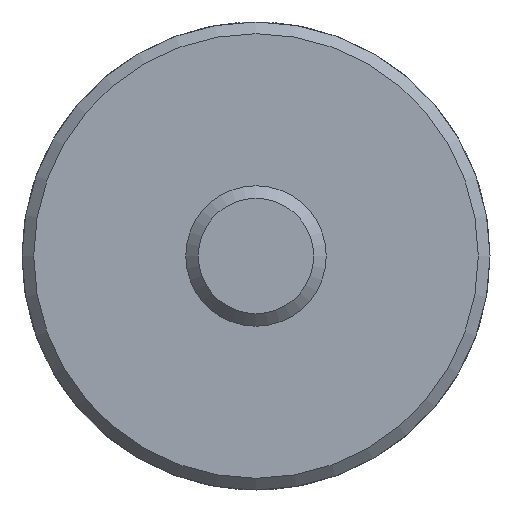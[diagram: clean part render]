
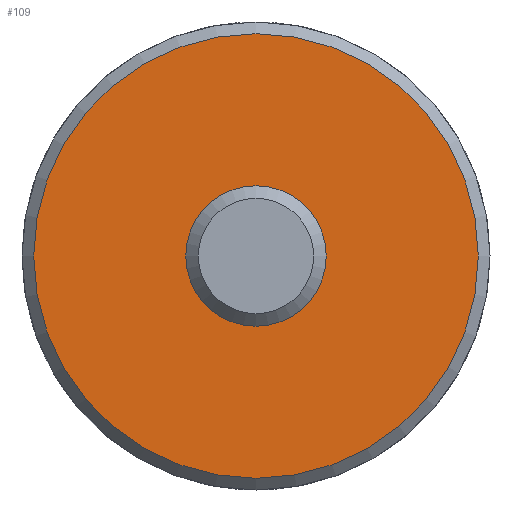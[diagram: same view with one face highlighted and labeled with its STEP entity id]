
A CAD part, front view. The second image highlights one B-rep face of the part: STEP entity #109.
In plain terms, the highlighted planar face has unit normal (0, -1, 0).
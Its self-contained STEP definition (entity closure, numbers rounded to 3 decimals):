
#109 = ADVANCED_FACE( '', ( #231, #232 ), #233, .F. );
#231 = FACE_OUTER_BOUND( '', #349, .T. );
#232 = FACE_BOUND( '', #350, .T. );
#233 = PLANE( '', #351 );
#349 = EDGE_LOOP( '', ( #559 ) );
#350 = EDGE_LOOP( '', ( #560 ) );
#351 = AXIS2_PLACEMENT_3D( '', #561, #562, #563 );
#559 = ORIENTED_EDGE( '', *, *, #618, .F. );
#560 = ORIENTED_EDGE( '', *, *, #599, .T. );
#561 = CARTESIAN_POINT( '', ( -4.7, 0., 0. ) );
#562 = DIRECTION( '', ( 0., 1., 0. ) );
#563 = DIRECTION( '', ( 0., 0., 1. ) );
#599 = EDGE_CURVE( '', #688, #688, #689, .T. );
#618 = EDGE_CURVE( '', #717, #717, #718, .T. );
#688 = VERTEX_POINT( '', #806 );
#689 = CIRCLE( '', #807, 4.7 );
#717 = VERTEX_POINT( '', #840 );
#718 = CIRCLE( '', #841, 19. );
#806 = CARTESIAN_POINT( '', ( 0., 0., 4.7 ) );
#807 = AXIS2_PLACEMENT_3D( '', #939, #940, #941 );
#840 = CARTESIAN_POINT( '', ( 0., 0., 19. ) );
#841 = AXIS2_PLACEMENT_3D( '', #965, #966, #967 );
#939 = CARTESIAN_POINT( '', ( 0., 0., 0. ) );
#940 = DIRECTION( '', ( 0., 1., 0. ) );
#941 = DIRECTION( '', ( 0., 0., 1. ) );
#965 = CARTESIAN_POINT( '', ( 0., 0., 0. ) );
#966 = DIRECTION( '', ( 0., 1., 0. ) );
#967 = DIRECTION( '', ( 0., 0., 1. ) );
